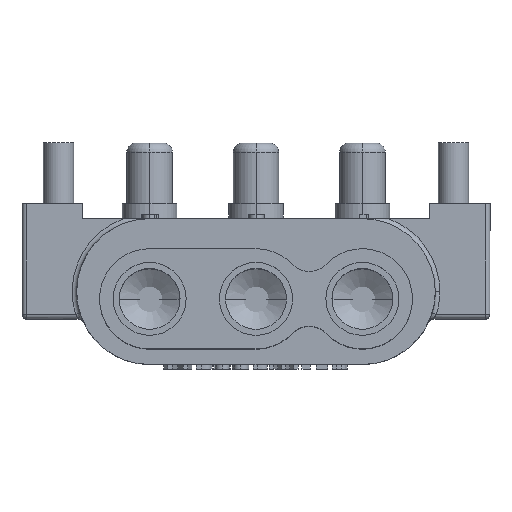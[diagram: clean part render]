
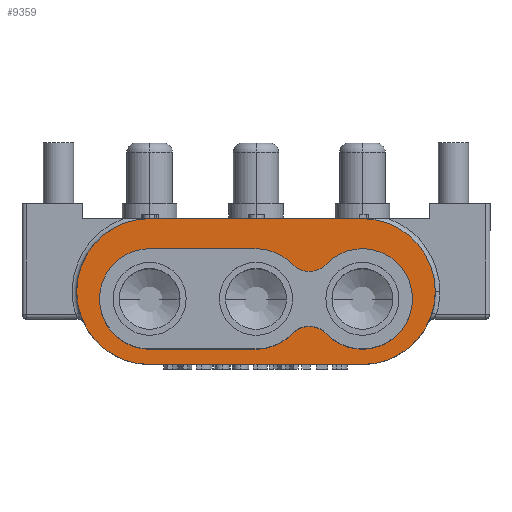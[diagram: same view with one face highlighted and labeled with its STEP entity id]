
A CAD part, top view. The second image highlights one B-rep face of the part: STEP entity #9359.
In plain terms, the highlighted planar face has unit normal (0, 0, 1).
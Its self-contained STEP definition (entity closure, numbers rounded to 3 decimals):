
#101 = DIRECTION ( 'NONE',  ( 0., 0., -1. ) ) ;
#164 = EDGE_CURVE ( 'NONE', #13028, #15662, #16892, .T. ) ;
#328 = EDGE_CURVE ( 'NONE', #9414, #17722, #12546, .T. ) ;
#363 = FACE_OUTER_BOUND ( 'NONE', #11443, .T. ) ;
#446 = AXIS2_PLACEMENT_3D ( 'NONE', #9227, #1468, #2453 ) ;
#542 = DIRECTION ( 'NONE',  ( -1., 0., 0. ) ) ;
#609 = VERTEX_POINT ( 'NONE', #7759 ) ;
#626 = ORIENTED_EDGE ( 'NONE', *, *, #328, .F. ) ;
#745 = AXIS2_PLACEMENT_3D ( 'NONE', #15325, #3102, #542 ) ;
#1096 = EDGE_CURVE ( 'NONE', #6644, #11526, #10605, .T. ) ;
#1281 = CIRCLE ( 'NONE', #3833, 2.4 ) ;
#1468 = DIRECTION ( 'NONE',  ( 0., 0., -1. ) ) ;
#1783 = DIRECTION ( 'NONE',  ( -1., 0., 0. ) ) ;
#1828 = VECTOR ( 'NONE', #6268, 1000. ) ;
#2253 = ORIENTED_EDGE ( 'NONE', *, *, #12892, .T. ) ;
#2453 = DIRECTION ( 'NONE',  ( 1., 0., 0. ) ) ;
#2643 = CIRCLE ( 'NONE', #12976, 1.65 ) ;
#2752 = DIRECTION ( 'NONE',  ( 1., 0., 0. ) ) ;
#2830 = DIRECTION ( 'NONE',  ( 0., 0., -1. ) ) ;
#2851 = CARTESIAN_POINT ( 'NONE',  ( 1.195, -1.138, 0. ) ) ;
#3102 = DIRECTION ( 'NONE',  ( 0., 0., -1. ) ) ;
#3132 = ORIENTED_EDGE ( 'NONE', *, *, #8619, .T. ) ;
#3136 = CARTESIAN_POINT ( 'NONE',  ( 5.9, 0.25, 0. ) ) ;
#3253 = VERTEX_POINT ( 'NONE', #12679 ) ;
#3387 = DIRECTION ( 'NONE',  ( -1., 0., 0. ) ) ;
#3445 = DIRECTION ( 'NONE',  ( 0., 0., 1. ) ) ;
#3833 = AXIS2_PLACEMENT_3D ( 'NONE', #11217, #2830, #5685 ) ;
#4112 = EDGE_CURVE ( 'NONE', #13887, #6007, #10873, .T. ) ;
#4193 = PLANE ( 'NONE',  #12243 ) ;
#4307 = AXIS2_PLACEMENT_3D ( 'NONE', #17136, #4902, #3387 ) ;
#4319 = DIRECTION ( 'NONE',  ( 0., 0., 1. ) ) ;
#4551 = VERTEX_POINT ( 'NONE', #8785 ) ;
#4565 = ORIENTED_EDGE ( 'NONE', *, *, #6277, .F. ) ;
#4850 = CARTESIAN_POINT ( 'NONE',  ( 3.5, -2.15, 0. ) ) ;
#4902 = DIRECTION ( 'NONE',  ( 0., 0., 1. ) ) ;
#5071 = VECTOR ( 'NONE', #9681, 1000. ) ;
#5422 = CARTESIAN_POINT ( 'NONE',  ( 3.5, 0., 0. ) ) ;
#5555 = CARTESIAN_POINT ( 'NONE',  ( -3.5, -1.65, 0. ) ) ;
#5632 = AXIS2_PLACEMENT_3D ( 'NONE', #17712, #14875, #7993 ) ;
#5647 = CARTESIAN_POINT ( 'NONE',  ( 3.5, 0.25, 0. ) ) ;
#5669 = ORIENTED_EDGE ( 'NONE', *, *, #9004, .F. ) ;
#5685 = DIRECTION ( 'NONE',  ( -1., 0., 0. ) ) ;
#5799 = DIRECTION ( 'NONE',  ( 1., 0., 0. ) ) ;
#5918 = CARTESIAN_POINT ( 'NONE',  ( -3.5, 1.65, 0. ) ) ;
#6007 = VERTEX_POINT ( 'NONE', #14949 ) ;
#6025 = EDGE_CURVE ( 'NONE', #10015, #13887, #11930, .T. ) ;
#6268 = DIRECTION ( 'NONE',  ( -1., 0., 0. ) ) ;
#6277 = EDGE_CURVE ( 'NONE', #4551, #9414, #10861, .T. ) ;
#6510 = ORIENTED_EDGE ( 'NONE', *, *, #12713, .F. ) ;
#6644 = VERTEX_POINT ( 'NONE', #10975 ) ;
#6859 = DIRECTION ( 'NONE',  ( 1., 0., 0. ) ) ;
#6953 = EDGE_CURVE ( 'NONE', #16050, #3253, #1281, .T. ) ;
#7071 = DIRECTION ( 'NONE',  ( 0., 0., -1. ) ) ;
#7499 = EDGE_CURVE ( 'NONE', #17722, #16050, #14210, .T. ) ;
#7648 = CARTESIAN_POINT ( 'NONE',  ( -3.5, 0.25, 0. ) ) ;
#7759 = CARTESIAN_POINT ( 'NONE',  ( 1.195, 1.138, 0. ) ) ;
#7835 = VECTOR ( 'NONE', #5799, 1000. ) ;
#7909 = CARTESIAN_POINT ( 'NONE',  ( -3.5, 2.65, 0. ) ) ;
#7993 = DIRECTION ( 'NONE',  ( 1., 0., 0. ) ) ;
#8003 = ORIENTED_EDGE ( 'NONE', *, *, #7499, .F. ) ;
#8095 = DIRECTION ( 'NONE',  ( 0., 0., 1. ) ) ;
#8155 = CIRCLE ( 'NONE', #12772, 0.767 ) ;
#8397 = CIRCLE ( 'NONE', #745, 1.65 ) ;
#8463 = CARTESIAN_POINT ( 'NONE',  ( 3.5, 2.65, 0. ) ) ;
#8610 = ORIENTED_EDGE ( 'NONE', *, *, #17212, .T. ) ;
#8619 = EDGE_CURVE ( 'NONE', #609, #14048, #8155, .T. ) ;
#8667 = CIRCLE ( 'NONE', #446, 1.65 ) ;
#8785 = CARTESIAN_POINT ( 'NONE',  ( -3.5, -2.15, 0. ) ) ;
#9004 = EDGE_CURVE ( 'NONE', #3253, #4551, #17182, .T. ) ;
#9227 = CARTESIAN_POINT ( 'NONE',  ( 0., 0., 0. ) ) ;
#9273 = AXIS2_PLACEMENT_3D ( 'NONE', #5647, #7071, #9810 ) ;
#9359 = ADVANCED_FACE ( 'NONE', ( #12366, #363 ), #4193, .F. ) ;
#9414 = VERTEX_POINT ( 'NONE', #7909 ) ;
#9605 = CARTESIAN_POINT ( 'NONE',  ( -3.5, -1.65, 0. ) ) ;
#9657 = ORIENTED_EDGE ( 'NONE', *, *, #14369, .F. ) ;
#9681 = DIRECTION ( 'NONE',  ( 1., 0., 0. ) ) ;
#9810 = DIRECTION ( 'NONE',  ( -1., 0., 0. ) ) ;
#10015 = VERTEX_POINT ( 'NONE', #10902 ) ;
#10239 = CARTESIAN_POINT ( 'NONE',  ( -3.5, 0., 0. ) ) ;
#10428 = ORIENTED_EDGE ( 'NONE', *, *, #164, .F. ) ;
#10605 = CIRCLE ( 'NONE', #4307, 0.767 ) ;
#10861 = CIRCLE ( 'NONE', #11465, 2.4 ) ;
#10873 = LINE ( 'NONE', #9605, #5071 ) ;
#10902 = CARTESIAN_POINT ( 'NONE',  ( -5.15, 0., 0. ) ) ;
#10944 = CARTESIAN_POINT ( 'NONE',  ( -3.5, 1.65, 0. ) ) ;
#10975 = CARTESIAN_POINT ( 'NONE',  ( 2.305, -1.138, 0. ) ) ;
#10991 = CIRCLE ( 'NONE', #12736, 1.65 ) ;
#11064 = CARTESIAN_POINT ( 'NONE',  ( 1.75, 1.667, 0. ) ) ;
#11217 = CARTESIAN_POINT ( 'NONE',  ( 3.5, 0.25, 0. ) ) ;
#11443 = EDGE_LOOP ( 'NONE', ( #8003, #626, #4565, #5669, #16492 ) ) ;
#11465 = AXIS2_PLACEMENT_3D ( 'NONE', #7648, #14505, #15844 ) ;
#11526 = VERTEX_POINT ( 'NONE', #2851 ) ;
#11930 = CIRCLE ( 'NONE', #5632, 1.65 ) ;
#12243 = AXIS2_PLACEMENT_3D ( 'NONE', #13738, #101, #1783 ) ;
#12366 = FACE_BOUND ( 'NONE', #16129, .T. ) ;
#12546 = LINE ( 'NONE', #8463, #7835 ) ;
#12679 = CARTESIAN_POINT ( 'NONE',  ( 3.5, -2.15, 0. ) ) ;
#12713 = EDGE_CURVE ( 'NONE', #15662, #10015, #10991, .T. ) ;
#12736 = AXIS2_PLACEMENT_3D ( 'NONE', #10239, #3445, #14053 ) ;
#12772 = AXIS2_PLACEMENT_3D ( 'NONE', #11064, #8095, #2752 ) ;
#12892 = EDGE_CURVE ( 'NONE', #13028, #609, #8667, .T. ) ;
#12976 = AXIS2_PLACEMENT_3D ( 'NONE', #5422, #4319, #6859 ) ;
#13028 = VERTEX_POINT ( 'NONE', #16567 ) ;
#13542 = CARTESIAN_POINT ( 'NONE',  ( 2.305, 1.138, 0. ) ) ;
#13738 = CARTESIAN_POINT ( 'NONE',  ( 3.5, 0.25, 0. ) ) ;
#13887 = VERTEX_POINT ( 'NONE', #5555 ) ;
#14048 = VERTEX_POINT ( 'NONE', #13542 ) ;
#14053 = DIRECTION ( 'NONE',  ( 1., 0., 0. ) ) ;
#14210 = CIRCLE ( 'NONE', #9273, 2.4 ) ;
#14217 = ORIENTED_EDGE ( 'NONE', *, *, #1096, .T. ) ;
#14369 = EDGE_CURVE ( 'NONE', #6644, #14048, #2643, .T. ) ;
#14505 = DIRECTION ( 'NONE',  ( 0., 0., -1. ) ) ;
#14875 = DIRECTION ( 'NONE',  ( 0., 0., 1. ) ) ;
#14949 = CARTESIAN_POINT ( 'NONE',  ( 0., -1.65, 0. ) ) ;
#15325 = CARTESIAN_POINT ( 'NONE',  ( 0., 0., 0. ) ) ;
#15662 = VERTEX_POINT ( 'NONE', #10944 ) ;
#15753 = ORIENTED_EDGE ( 'NONE', *, *, #6025, .F. ) ;
#15835 = DIRECTION ( 'NONE',  ( -1., 0., 0. ) ) ;
#15844 = DIRECTION ( 'NONE',  ( -1., 0., 0. ) ) ;
#16050 = VERTEX_POINT ( 'NONE', #3136 ) ;
#16104 = CARTESIAN_POINT ( 'NONE',  ( 3.5, 2.65, 0. ) ) ;
#16129 = EDGE_LOOP ( 'NONE', ( #10428, #2253, #3132, #9657, #14217, #8610, #17354, #15753, #6510 ) ) ;
#16262 = VECTOR ( 'NONE', #15835, 1000. ) ;
#16492 = ORIENTED_EDGE ( 'NONE', *, *, #6953, .F. ) ;
#16567 = CARTESIAN_POINT ( 'NONE',  ( 0., 1.65, 0. ) ) ;
#16892 = LINE ( 'NONE', #5918, #1828 ) ;
#17136 = CARTESIAN_POINT ( 'NONE',  ( 1.75, -1.667, 0. ) ) ;
#17182 = LINE ( 'NONE', #4850, #16262 ) ;
#17212 = EDGE_CURVE ( 'NONE', #11526, #6007, #8397, .T. ) ;
#17354 = ORIENTED_EDGE ( 'NONE', *, *, #4112, .F. ) ;
#17712 = CARTESIAN_POINT ( 'NONE',  ( -3.5, 0., 0. ) ) ;
#17722 = VERTEX_POINT ( 'NONE', #16104 ) ;
